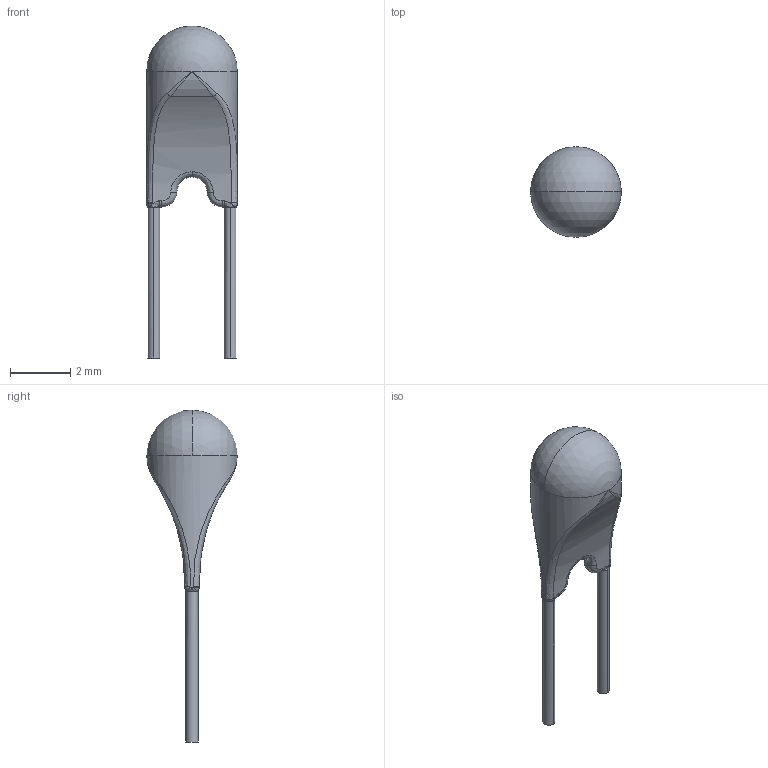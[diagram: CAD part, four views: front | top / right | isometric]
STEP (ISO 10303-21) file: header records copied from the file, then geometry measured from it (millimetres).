
FILE_DESCRIPTION (( 'STEP AP214' ), '1' );
FILE_NAME ('RES-TH_L3.0-W3.0-H6.0-P2.54-D0.4.step', '2022-07-28T10:04:36', ( '' ), ( '' ), 'SwSTEP 2.0', 'SolidWorks 2020', '' );
FILE_SCHEMA (( 'AUTOMOTIVE_DESIGN' ));
Length unit declared in the file: millimetre
Products named in the file (1): RES-TH_L3.0-W3.0-H6.0-P2.54-D0.4
Bounding box: 3 x 3 x 11 mm (x, y, z)
Volume: 24.7 mm3; surface area: 62.5 mm2
Topology: 1 solids, 1 shells, 281 faces, 748 edges, 482 vertices
Faces by surface type: bspline 124, plane 111, cylinder 38, sphere 8
Entity records: 14308 total; most frequent: CARTESIAN_POINT 5661, ORIENTED_EDGE 1484, EDGE_CURVE 742, DIRECTION 669, VERTEX_POINT 482, EDGE_LOOP 300, UNCERTAINTY_MEASURE_WITH_UNIT 284, COLOUR_RGB 283
